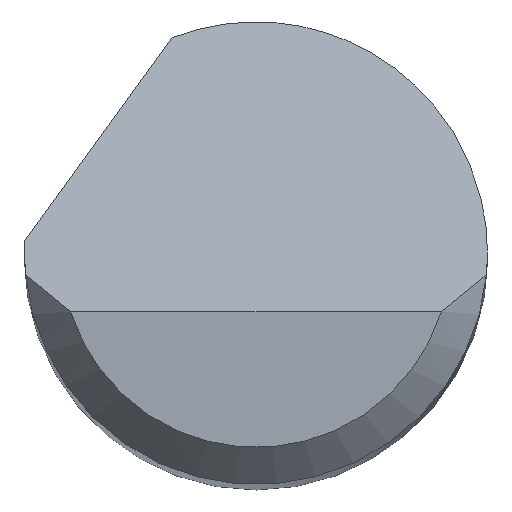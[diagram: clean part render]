
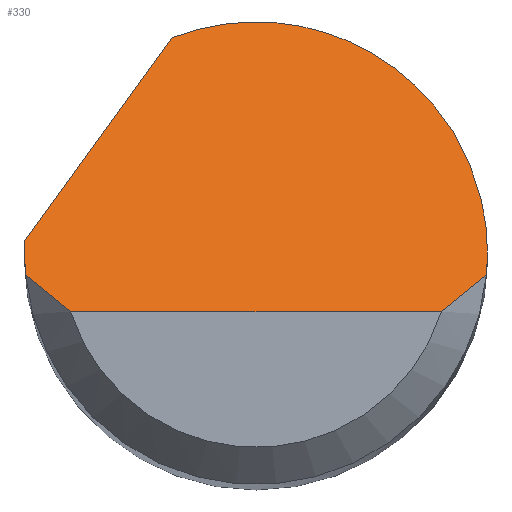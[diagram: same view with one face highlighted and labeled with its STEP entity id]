
A CAD part, top view. The second image highlights one B-rep face of the part: STEP entity #330.
In plain terms, the highlighted planar face has unit normal (0, 0.707, 0.707).
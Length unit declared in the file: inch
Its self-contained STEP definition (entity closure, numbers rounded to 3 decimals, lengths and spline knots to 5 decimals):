
#1 = CARTESIAN_POINT ( 'NONE',  ( -0.07508, -0.02375, 1.5 ) ) ;
#7 = VERTEX_POINT ( 'NONE', #587 ) ;
#11 = EDGE_CURVE ( 'NONE', #36, #117, #665, .T. ) ;
#16 = ORIENTED_EDGE ( 'NONE', *, *, #166, .F. ) ;
#19 = ORIENTED_EDGE ( 'NONE', *, *, #129, .F. ) ;
#20 = CARTESIAN_POINT ( 'NONE',  ( -0.03394, 0.08739, 1.38886 ) ) ;
#33 = ORIENTED_EDGE ( 'NONE', *, *, #305, .T. ) ;
#36 = VERTEX_POINT ( 'NONE', #417 ) ;
#38 = CARTESIAN_POINT ( 'NONE',  ( 0.08761, -0.01397, 1.49022 ) ) ;
#65 = CARTESIAN_POINT ( 'NONE',  ( -0.09375, 0., 1.47625 ) ) ;
#74 = CARTESIAN_POINT ( 'NONE',  ( -0.09375, -0.02375, 1.5 ) ) ;
#93 = CARTESIAN_POINT ( 'NONE',  ( -0.09375, 0.00167, 1.47458 ) ) ;
#105 = VERTEX_POINT ( 'NONE', #251 ) ;
#112 = CARTESIAN_POINT ( 'NONE',  ( -0.08157, -0.019, 1.49525 ) ) ;
#117 = VERTEX_POINT ( 'NONE', #414 ) ;
#128 = DIRECTION ( 'NONE',  ( 0., -0.707, -0.707 ) ) ;
#129 = EDGE_CURVE ( 'NONE', #7, #105, #483, .T. ) ;
#156 = CARTESIAN_POINT ( 'NONE',  ( -0.08761, -0.01397, 1.49022 ) ) ;
#166 = EDGE_CURVE ( 'NONE', #494, #628, #300, .T. ) ;
#182 = ORIENTED_EDGE ( 'NONE', *, *, #510, .F. ) ;
#183 = EDGE_CURVE ( 'NONE', #494, #263, #593, .T. ) ;
#191 = CARTESIAN_POINT ( 'NONE',  ( 0.09375, 0.07266, 1.40359 ) ) ;
#192 = FACE_OUTER_BOUND ( 'NONE', #559, .T. ) ;
#207 =( BOUNDED_CURVE ( )  B_SPLINE_CURVE ( 3, ( #20, #702, #191, #457 ),
 .UNSPECIFIED., .F., .T. ) 
 B_SPLINE_CURVE_WITH_KNOTS ( ( 4, 4 ),
 ( 5.91277, 7.85398 ),
 .UNSPECIFIED. ) 
 CURVE ( )  GEOMETRIC_REPRESENTATION_ITEM ( )  RATIONAL_B_SPLINE_CURVE ( ( 1., 0.71, 0.71, 1. ) ) 
 REPRESENTATION_ITEM ( '' )  );
#209 = DIRECTION ( 'NONE',  ( 0.456, 0.629, -0.629 ) ) ;
#213 = CARTESIAN_POINT ( 'NONE',  ( -0.09334, -0.00875, 1.485 ) ) ;
#215 = CARTESIAN_POINT ( 'NONE',  ( -0.09371, 0.00333, 1.47292 ) ) ;
#221 = ORIENTED_EDGE ( 'NONE', *, *, #704, .F. ) ;
#240 = CARTESIAN_POINT ( 'NONE',  ( 0., -0.02375, 1.5 ) ) ;
#251 = CARTESIAN_POINT ( 'NONE',  ( -0.03394, 0.08739, 1.38886 ) ) ;
#258 = CARTESIAN_POINT ( 'NONE',  ( -0.11014, -0.01781, 1.49406 ) ) ;
#260 = CARTESIAN_POINT ( 'NONE',  ( -0.09362, 0.005, 1.47125 ) ) ;
#263 = VERTEX_POINT ( 'NONE', #1 ) ;
#283 = CARTESIAN_POINT ( 'NONE',  ( -0.07508, -0.02375, 1.5 ) ) ;
#290 = CARTESIAN_POINT ( 'NONE',  ( 0.09334, -0.00875, 1.485 ) ) ;
#295 = CARTESIAN_POINT ( 'NONE',  ( -0.09334, -0.00875, 1.485 ) ) ;
#300 =( BOUNDED_CURVE ( )  B_SPLINE_CURVE ( 3, ( #295, #733, #515, #627 ),
 .UNSPECIFIED., .F., .T. ) 
 B_SPLINE_CURVE_WITH_KNOTS ( ( 4, 4 ),
 ( 4.61892, 4.71239 ),
 .UNSPECIFIED. ) 
 CURVE ( )  GEOMETRIC_REPRESENTATION_ITEM ( )  RATIONAL_B_SPLINE_CURVE ( ( 1., 0.999, 0.999, 1. ) ) 
 REPRESENTATION_ITEM ( '' )  );
#305 = EDGE_CURVE ( 'NONE', #263, #36, #525, .T. ) ;
#330 = ADVANCED_FACE ( 'NONE', ( #192 ), #646, .F. ) ;
#352 = ORIENTED_EDGE ( 'NONE', *, *, #183, .T. ) ;
#366 = CARTESIAN_POINT ( 'NONE',  ( 0.09334, -0.00875, 1.485 ) ) ;
#389 = CARTESIAN_POINT ( 'NONE',  ( 0.09375, 0., 1.47625 ) ) ;
#394 = CARTESIAN_POINT ( 'NONE',  ( 0.09375, 0., 1.47625 ) ) ;
#413 = DIRECTION ( 'NONE',  ( 0., 0.707, -0.707 ) ) ;
#414 = CARTESIAN_POINT ( 'NONE',  ( 0.09334, -0.00875, 1.485 ) ) ;
#417 = CARTESIAN_POINT ( 'NONE',  ( 0.07508, -0.02375, 1.5 ) ) ;
#423 = ORIENTED_EDGE ( 'NONE', *, *, #11, .T. ) ;
#438 = CARTESIAN_POINT ( 'NONE',  ( -0.09375, 0., 1.47625 ) ) ;
#453 = CARTESIAN_POINT ( 'NONE',  ( 0.09375, -0.00292, 1.47917 ) ) ;
#457 = CARTESIAN_POINT ( 'NONE',  ( 0.09375, 0., 1.47625 ) ) ;
#483 = LINE ( 'NONE', #258, #607 ) ;
#494 = VERTEX_POINT ( 'NONE', #213 ) ;
#496 = CARTESIAN_POINT ( 'NONE',  ( -0.09334, -0.00875, 1.485 ) ) ;
#510 = EDGE_CURVE ( 'NONE', #628, #7, #564, .T. ) ;
#512 = CARTESIAN_POINT ( 'NONE',  ( 0.09361, -0.00584, 1.48209 ) ) ;
#515 = CARTESIAN_POINT ( 'NONE',  ( -0.09375, -0.00292, 1.47917 ) ) ;
#521 = CARTESIAN_POINT ( 'NONE',  ( 0.07508, -0.02375, 1.5 ) ) ;
#522 = VECTOR ( 'NONE', #700, 39.37008 ) ;
#525 = LINE ( 'NONE', #240, #522 ) ;
#550 = CARTESIAN_POINT ( 'NONE',  ( 0.08157, -0.019, 1.49525 ) ) ;
#559 = EDGE_LOOP ( 'NONE', ( #33, #423, #686, #221, #19, #182, #16, #352 ) ) ;
#564 =( BOUNDED_CURVE ( )  B_SPLINE_CURVE ( 3, ( #438, #93, #215, #260 ),
 .UNSPECIFIED., .F., .T. ) 
 B_SPLINE_CURVE_WITH_KNOTS ( ( 4, 4 ),
 ( 4.71239, 4.76575 ),
 .UNSPECIFIED. ) 
 CURVE ( )  GEOMETRIC_REPRESENTATION_ITEM ( )  RATIONAL_B_SPLINE_CURVE ( ( 1., 1., 1., 1. ) ) 
 REPRESENTATION_ITEM ( '' )  );
#581 = EDGE_CURVE ( 'NONE', #634, #117, #647, .T. ) ;
#587 = CARTESIAN_POINT ( 'NONE',  ( -0.09362, 0.005, 1.47125 ) ) ;
#593 = B_SPLINE_CURVE_WITH_KNOTS ( 'NONE', 3,
 ( #496, #156, #112, #283 ),
 .UNSPECIFIED., .F., .F.,
 ( 4, 4 ),
 ( 0., 0.00071 ),
 .UNSPECIFIED. ) ;
#607 = VECTOR ( 'NONE', #209, 39.37008 ) ;
#627 = CARTESIAN_POINT ( 'NONE',  ( -0.09375, 0., 1.47625 ) ) ;
#628 = VERTEX_POINT ( 'NONE', #65 ) ;
#634 = VERTEX_POINT ( 'NONE', #389 ) ;
#646 = PLANE ( 'NONE',  #687 ) ;
#647 =( BOUNDED_CURVE ( )  B_SPLINE_CURVE ( 3, ( #394, #453, #512, #290 ),
 .UNSPECIFIED., .F., .T. ) 
 B_SPLINE_CURVE_WITH_KNOTS ( ( 4, 4 ),
 ( 1.5708, 1.66427 ),
 .UNSPECIFIED. ) 
 CURVE ( )  GEOMETRIC_REPRESENTATION_ITEM ( )  RATIONAL_B_SPLINE_CURVE ( ( 1., 0.999, 0.999, 1. ) ) 
 REPRESENTATION_ITEM ( '' )  );
#665 = B_SPLINE_CURVE_WITH_KNOTS ( 'NONE', 3,
 ( #521, #550, #38, #366 ),
 .UNSPECIFIED., .F., .F.,
 ( 4, 4 ),
 ( 0., 0.00071 ),
 .UNSPECIFIED. ) ;
#686 = ORIENTED_EDGE ( 'NONE', *, *, #581, .F. ) ;
#687 = AXIS2_PLACEMENT_3D ( 'NONE', #74, #128, #413 ) ;
#700 = DIRECTION ( 'NONE',  ( 1., 0., 0. ) ) ;
#702 = CARTESIAN_POINT ( 'NONE',  ( 0.03379, 0.11369, 1.36256 ) ) ;
#704 = EDGE_CURVE ( 'NONE', #105, #634, #207, .T. ) ;
#733 = CARTESIAN_POINT ( 'NONE',  ( -0.09361, -0.00584, 1.48209 ) ) ;
